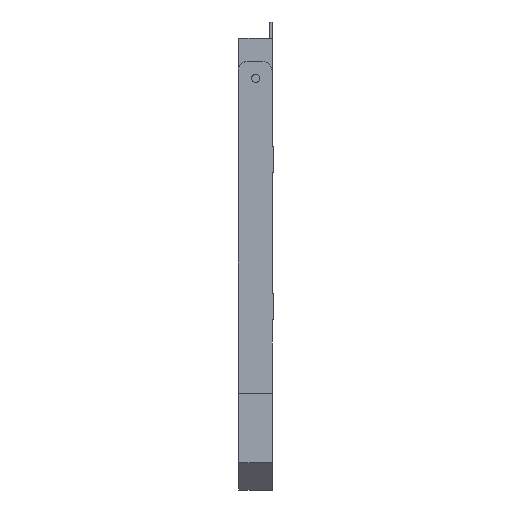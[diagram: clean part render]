
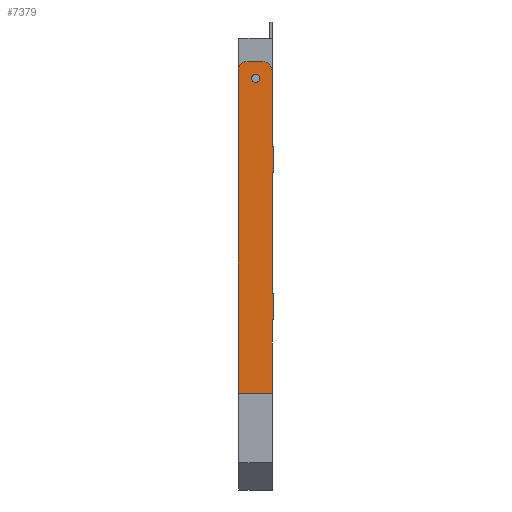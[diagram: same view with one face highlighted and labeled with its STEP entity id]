
A CAD part, left-side view. The second image highlights one B-rep face of the part: STEP entity #7379.
In plain terms, the highlighted planar face has unit normal (-1, 0, 0).
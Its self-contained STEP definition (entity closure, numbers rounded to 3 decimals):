
#165 = VECTOR ( 'NONE', #1090, 1000. ) ;
#169 = EDGE_CURVE ( 'NONE', #4101, #3004, #11414, .T. ) ;
#314 = CARTESIAN_POINT ( 'NONE',  ( -9., -0.1, 4.978 ) ) ;
#409 = DIRECTION ( 'NONE',  ( 0., 0., 1. ) ) ;
#485 = VECTOR ( 'NONE', #14193, 1000. ) ;
#495 = CIRCLE ( 'NONE', #12031, 0.5 ) ;
#560 = DIRECTION ( 'NONE',  ( 0., 0., -1. ) ) ;
#806 = EDGE_CURVE ( 'NONE', #822, #1623, #7918, .T. ) ;
#822 = VERTEX_POINT ( 'NONE', #1543 ) ;
#989 = CARTESIAN_POINT ( 'NONE',  ( -9., 1.85, 0. ) ) ;
#995 = EDGE_CURVE ( 'NONE', #13444, #11349, #10087, .T. ) ;
#1079 = DIRECTION ( 'NONE',  ( 0., 0., 1. ) ) ;
#1090 = DIRECTION ( 'NONE',  ( 0., 0., 1. ) ) ;
#1167 = ORIENTED_EDGE ( 'NONE', *, *, #995, .T. ) ;
#1220 = CARTESIAN_POINT ( 'NONE',  ( -9., 0., -1.605 ) ) ;
#1319 = DIRECTION ( 'NONE',  ( 0., -1., 0. ) ) ;
#1497 = CARTESIAN_POINT ( 'NONE',  ( -9., -0.1, 0. ) ) ;
#1498 = CARTESIAN_POINT ( 'NONE',  ( -9., -0.1, -3.022 ) ) ;
#1506 = ORIENTED_EDGE ( 'NONE', *, *, #9658, .F. ) ;
#1543 = CARTESIAN_POINT ( 'NONE',  ( -9., 0.89, 9.857 ) ) ;
#1623 = VERTEX_POINT ( 'NONE', #9889 ) ;
#1792 = DIRECTION ( 'NONE',  ( 1., 0., 0. ) ) ;
#1800 = VERTEX_POINT ( 'NONE', #3338 ) ;
#2009 = FACE_OUTER_BOUND ( 'NONE', #4719, .T. ) ;
#2370 = CIRCLE ( 'NONE', #4011, 0.229 ) ;
#2577 = DIRECTION ( 'NONE',  ( 0., 0., 1. ) ) ;
#2736 = DIRECTION ( 'NONE',  ( 0., 1., 0. ) ) ;
#2746 = DIRECTION ( 'NONE',  ( 0., 0., -1. ) ) ;
#2832 = DIRECTION ( 'NONE',  ( 0., 1., 0. ) ) ;
#2842 = VECTOR ( 'NONE', #2736, 1000. ) ;
#2879 = LINE ( 'NONE', #11869, #9435 ) ;
#3004 = VERTEX_POINT ( 'NONE', #12340 ) ;
#3112 = VERTEX_POINT ( 'NONE', #1498 ) ;
#3135 = LINE ( 'NONE', #989, #3965 ) ;
#3164 = DIRECTION ( 'NONE',  ( 0., 0., 1. ) ) ;
#3248 = DIRECTION ( 'NONE',  ( 0., -1., 0. ) ) ;
#3338 = CARTESIAN_POINT ( 'NONE',  ( -9., 0.5, 11. ) ) ;
#3388 = VERTEX_POINT ( 'NONE', #7067 ) ;
#3451 = CARTESIAN_POINT ( 'NONE',  ( -9., 0.89, 10.086 ) ) ;
#3561 = CARTESIAN_POINT ( 'NONE',  ( -9., 1.85, 10.5 ) ) ;
#3965 = VECTOR ( 'NONE', #14296, 1000. ) ;
#4011 = AXIS2_PLACEMENT_3D ( 'NONE', #3451, #12643, #1079 ) ;
#4101 = VERTEX_POINT ( 'NONE', #13320 ) ;
#4230 = AXIS2_PLACEMENT_3D ( 'NONE', #9171, #12419, #5790 ) ;
#4238 = DIRECTION ( 'NONE',  ( 0., 0., -1. ) ) ;
#4719 = EDGE_LOOP ( 'NONE', ( #7889, #7396, #10870, #1506, #10342, #7200, #10922, #10259, #1167, #11312, #11119, #13306, #13650, #6939 ) ) ;
#4732 = DIRECTION ( 'NONE',  ( 0., 0., 1. ) ) ;
#4766 = CARTESIAN_POINT ( 'NONE',  ( -9., -0.1, 6.395 ) ) ;
#5386 = VECTOR ( 'NONE', #2746, 1000. ) ;
#5790 = DIRECTION ( 'NONE',  ( 0., 0., 1. ) ) ;
#5801 = VERTEX_POINT ( 'NONE', #6957 ) ;
#6122 = CARTESIAN_POINT ( 'NONE',  ( -9., 0., -3.022 ) ) ;
#6221 = ORIENTED_EDGE ( 'NONE', *, *, #11985, .F. ) ;
#6224 = CARTESIAN_POINT ( 'NONE',  ( -9., -0.1, 8. ) ) ;
#6356 = VECTOR ( 'NONE', #1319, 1000. ) ;
#6459 = CARTESIAN_POINT ( 'NONE',  ( -9., 1.35, 10.5 ) ) ;
#6502 = AXIS2_PLACEMENT_3D ( 'NONE', #11496, #9215, #4732 ) ;
#6540 = CARTESIAN_POINT ( 'NONE',  ( -9., 0., -7. ) ) ;
#6706 = CARTESIAN_POINT ( 'NONE',  ( -9., 0., -1.605 ) ) ;
#6715 = VERTEX_POINT ( 'NONE', #8274 ) ;
#6864 = CARTESIAN_POINT ( 'NONE',  ( -9., -0.1, -1.605 ) ) ;
#6939 = ORIENTED_EDGE ( 'NONE', *, *, #9450, .F. ) ;
#6957 = CARTESIAN_POINT ( 'NONE',  ( -9., 0., -3.022 ) ) ;
#7067 = CARTESIAN_POINT ( 'NONE',  ( -9., 1.85, -7. ) ) ;
#7200 = ORIENTED_EDGE ( 'NONE', *, *, #12463, .F. ) ;
#7379 = ADVANCED_FACE ( 'NONE', ( #14439, #2009 ), #14151, .F. ) ;
#7396 = ORIENTED_EDGE ( 'NONE', *, *, #12977, .F. ) ;
#7584 = EDGE_LOOP ( 'NONE', ( #6221, #10319 ) ) ;
#7793 = VERTEX_POINT ( 'NONE', #3561 ) ;
#7889 = ORIENTED_EDGE ( 'NONE', *, *, #12770, .F. ) ;
#7918 = CIRCLE ( 'NONE', #6502, 0.229 ) ;
#8192 = VERTEX_POINT ( 'NONE', #4766 ) ;
#8216 = VERTEX_POINT ( 'NONE', #6540 ) ;
#8274 = CARTESIAN_POINT ( 'NONE',  ( -9., 1.35, 11. ) ) ;
#8376 = EDGE_CURVE ( 'NONE', #3388, #7793, #3135, .T. ) ;
#8496 = VECTOR ( 'NONE', #560, 1000. ) ;
#8543 = LINE ( 'NONE', #12818, #485 ) ;
#8605 = LINE ( 'NONE', #6122, #2842 ) ;
#8634 = CARTESIAN_POINT ( 'NONE',  ( -9., 0., 0. ) ) ;
#8670 = EDGE_CURVE ( 'NONE', #13735, #3112, #13856, .T. ) ;
#8681 = VECTOR ( 'NONE', #409, 1000. ) ;
#8915 = EDGE_CURVE ( 'NONE', #13444, #13735, #10034, .T. ) ;
#9058 = DIRECTION ( 'NONE',  ( 0., -1., 0. ) ) ;
#9171 = CARTESIAN_POINT ( 'NONE',  ( -9., 0.5, 10.5 ) ) ;
#9215 = DIRECTION ( 'NONE',  ( -1., 0., 0. ) ) ;
#9294 = EDGE_CURVE ( 'NONE', #8216, #5801, #9624, .T. ) ;
#9313 = LINE ( 'NONE', #13997, #12694 ) ;
#9349 = CARTESIAN_POINT ( 'NONE',  ( -9., 0., 11. ) ) ;
#9413 = CIRCLE ( 'NONE', #4230, 0.5 ) ;
#9435 = VECTOR ( 'NONE', #3248, 1000. ) ;
#9450 = EDGE_CURVE ( 'NONE', #1800, #3004, #9413, .T. ) ;
#9548 = CARTESIAN_POINT ( 'NONE',  ( -9., 0., 0. ) ) ;
#9624 = LINE ( 'NONE', #9548, #8681 ) ;
#9658 = EDGE_CURVE ( 'NONE', #8216, #3388, #9313, .T. ) ;
#9889 = CARTESIAN_POINT ( 'NONE',  ( -9., 0.89, 10.315 ) ) ;
#10034 = LINE ( 'NONE', #6706, #10103 ) ;
#10087 = LINE ( 'NONE', #11267, #165 ) ;
#10103 = VECTOR ( 'NONE', #9058, 1000. ) ;
#10259 = ORIENTED_EDGE ( 'NONE', *, *, #8915, .F. ) ;
#10319 = ORIENTED_EDGE ( 'NONE', *, *, #806, .F. ) ;
#10342 = ORIENTED_EDGE ( 'NONE', *, *, #9294, .T. ) ;
#10870 = ORIENTED_EDGE ( 'NONE', *, *, #8376, .F. ) ;
#10922 = ORIENTED_EDGE ( 'NONE', *, *, #8670, .F. ) ;
#10962 = DIRECTION ( 'NONE',  ( 1., 0., 0. ) ) ;
#11119 = ORIENTED_EDGE ( 'NONE', *, *, #13140, .F. ) ;
#11267 = CARTESIAN_POINT ( 'NONE',  ( -9., 0., 0. ) ) ;
#11312 = ORIENTED_EDGE ( 'NONE', *, *, #12541, .T. ) ;
#11349 = VERTEX_POINT ( 'NONE', #13507 ) ;
#11414 = LINE ( 'NONE', #13611, #11485 ) ;
#11467 = AXIS2_PLACEMENT_3D ( 'NONE', #8634, #1792, #4238 ) ;
#11485 = VECTOR ( 'NONE', #2577, 1000. ) ;
#11496 = CARTESIAN_POINT ( 'NONE',  ( -9., 0.89, 10.086 ) ) ;
#11869 = CARTESIAN_POINT ( 'NONE',  ( -9., 0., 4.978 ) ) ;
#11985 = EDGE_CURVE ( 'NONE', #1623, #822, #2370, .T. ) ;
#12031 = AXIS2_PLACEMENT_3D ( 'NONE', #6459, #10962, #3164 ) ;
#12340 = CARTESIAN_POINT ( 'NONE',  ( -9., 0., 10.5 ) ) ;
#12419 = DIRECTION ( 'NONE',  ( 1., 0., 0. ) ) ;
#12455 = EDGE_CURVE ( 'NONE', #4101, #8192, #8543, .T. ) ;
#12463 = EDGE_CURVE ( 'NONE', #3112, #5801, #8605, .T. ) ;
#12541 = EDGE_CURVE ( 'NONE', #11349, #14444, #2879, .T. ) ;
#12643 = DIRECTION ( 'NONE',  ( -1., 0., 0. ) ) ;
#12694 = VECTOR ( 'NONE', #2832, 1000. ) ;
#12770 = EDGE_CURVE ( 'NONE', #6715, #1800, #13618, .T. ) ;
#12786 = LINE ( 'NONE', #6224, #8496 ) ;
#12818 = CARTESIAN_POINT ( 'NONE',  ( -9., 0., 6.395 ) ) ;
#12977 = EDGE_CURVE ( 'NONE', #7793, #6715, #495, .T. ) ;
#13140 = EDGE_CURVE ( 'NONE', #8192, #14444, #12786, .T. ) ;
#13306 = ORIENTED_EDGE ( 'NONE', *, *, #12455, .F. ) ;
#13320 = CARTESIAN_POINT ( 'NONE',  ( -9., 0., 6.395 ) ) ;
#13444 = VERTEX_POINT ( 'NONE', #1220 ) ;
#13507 = CARTESIAN_POINT ( 'NONE',  ( -9., 0., 4.978 ) ) ;
#13611 = CARTESIAN_POINT ( 'NONE',  ( -9., 0., 0. ) ) ;
#13618 = LINE ( 'NONE', #9349, #6356 ) ;
#13650 = ORIENTED_EDGE ( 'NONE', *, *, #169, .T. ) ;
#13735 = VERTEX_POINT ( 'NONE', #6864 ) ;
#13856 = LINE ( 'NONE', #1497, #5386 ) ;
#13997 = CARTESIAN_POINT ( 'NONE',  ( -9., 0., -7. ) ) ;
#14151 = PLANE ( 'NONE',  #11467 ) ;
#14193 = DIRECTION ( 'NONE',  ( 0., -1., 0. ) ) ;
#14296 = DIRECTION ( 'NONE',  ( 0., 0., 1. ) ) ;
#14439 = FACE_BOUND ( 'NONE', #7584, .T. ) ;
#14444 = VERTEX_POINT ( 'NONE', #314 ) ;
